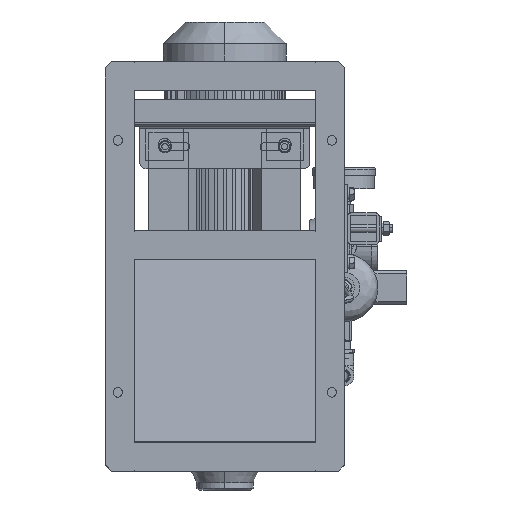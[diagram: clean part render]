
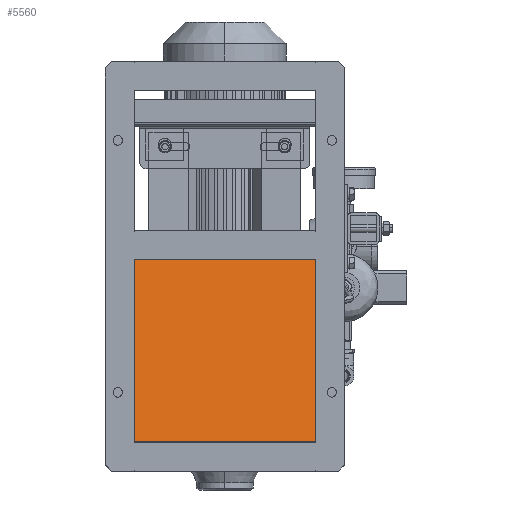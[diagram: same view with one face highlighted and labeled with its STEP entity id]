
A CAD part, front view. The second image highlights one B-rep face of the part: STEP entity #5560.
In plain terms, the highlighted planar face has unit normal (0, -0.985, 0.17).
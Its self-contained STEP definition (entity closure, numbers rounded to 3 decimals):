
#4699 = CARTESIAN_POINT ( 'NONE',  ( 144., -252.985, -78.657 ) ) ;
#5079 = VERTEX_POINT ( 'NONE', #19819 ) ;
#5560 = ADVANCED_FACE ( 'NONE', ( #48942 ), #30163, .F. ) ;
#6346 = VECTOR ( 'NONE', #21881, 1000. ) ;
#6446 = DIRECTION ( 'NONE',  ( 0., -0.17, -0.985 ) ) ;
#8427 = CARTESIAN_POINT ( 'NONE',  ( 144., -252.985, -78.657 ) ) ;
#10880 = VECTOR ( 'NONE', #14484, 1000. ) ;
#12803 = VECTOR ( 'NONE', #75612, 1000. ) ;
#13892 = ORIENTED_EDGE ( 'NONE', *, *, #40490, .F. ) ;
#14162 = EDGE_CURVE ( 'NONE', #76974, #5079, #55559, .T. ) ;
#14484 = DIRECTION ( 'NONE',  ( -1., 0., 0. ) ) ;
#19175 = LINE ( 'NONE', #34250, #12803 ) ;
#19819 = CARTESIAN_POINT ( 'NONE',  ( -144., -252.985, -78.657 ) ) ;
#21566 = CARTESIAN_POINT ( 'NONE',  ( -144., -252.985, -78.657 ) ) ;
#21881 = DIRECTION ( 'NONE',  ( 0., -0.17, -0.985 ) ) ;
#22983 = VERTEX_POINT ( 'NONE', #77755 ) ;
#28179 = LINE ( 'NONE', #48014, #6346 ) ;
#30163 = PLANE ( 'NONE',  #96986 ) ;
#34250 = CARTESIAN_POINT ( 'NONE',  ( 144., -202.985, 211. ) ) ;
#36287 = ORIENTED_EDGE ( 'NONE', *, *, #69521, .T. ) ;
#37424 = ORIENTED_EDGE ( 'NONE', *, *, #44972, .F. ) ;
#40158 = CARTESIAN_POINT ( 'NONE',  ( -144., -202.985, 211. ) ) ;
#40490 = EDGE_CURVE ( 'NONE', #90107, #5079, #94346, .T. ) ;
#44972 = EDGE_CURVE ( 'NONE', #22983, #90107, #28179, .T. ) ;
#48014 = CARTESIAN_POINT ( 'NONE',  ( 144., -252.985, -78.657 ) ) ;
#48942 = FACE_OUTER_BOUND ( 'NONE', #101911, .T. ) ;
#51652 = VECTOR ( 'NONE', #6446, 1000. ) ;
#54171 = DIRECTION ( 'NONE',  ( 0., 0.985, -0.17 ) ) ;
#55300 = CARTESIAN_POINT ( 'NONE',  ( 144., -252.985, -78.657 ) ) ;
#55559 = LINE ( 'NONE', #21566, #51652 ) ;
#69521 = EDGE_CURVE ( 'NONE', #22983, #76974, #19175, .T. ) ;
#75612 = DIRECTION ( 'NONE',  ( -1., 0., 0. ) ) ;
#76607 = ORIENTED_EDGE ( 'NONE', *, *, #14162, .T. ) ;
#76974 = VERTEX_POINT ( 'NONE', #40158 ) ;
#77755 = CARTESIAN_POINT ( 'NONE',  ( 144., -202.985, 211. ) ) ;
#87668 = DIRECTION ( 'NONE',  ( 0., 0.17, 0.985 ) ) ;
#90107 = VERTEX_POINT ( 'NONE', #8427 ) ;
#94346 = LINE ( 'NONE', #55300, #10880 ) ;
#96986 = AXIS2_PLACEMENT_3D ( 'NONE', #4699, #54171, #87668 ) ;
#101911 = EDGE_LOOP ( 'NONE', ( #36287, #76607, #13892, #37424 ) ) ;
